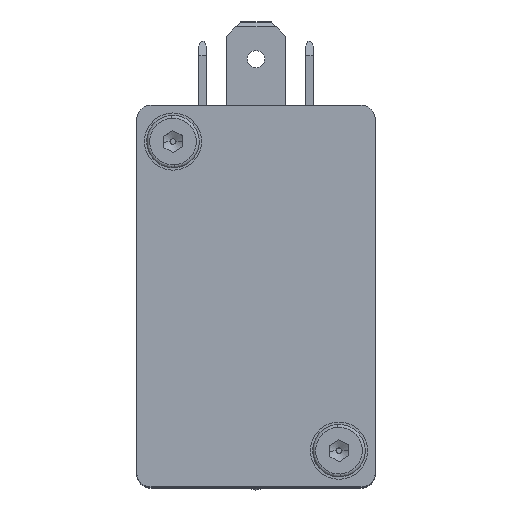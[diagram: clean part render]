
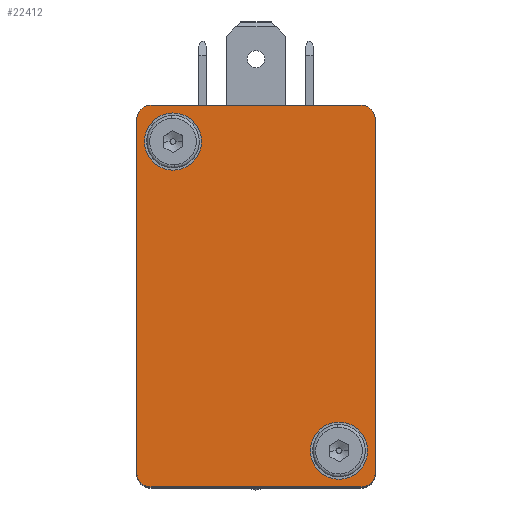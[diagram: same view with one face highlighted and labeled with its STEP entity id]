
A CAD part, top view. The second image highlights one B-rep face of the part: STEP entity #22412.
In plain terms, the highlighted face is planar.
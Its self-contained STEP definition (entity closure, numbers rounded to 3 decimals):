
#20862=CARTESIAN_POINT('',(7.2,13.75,15.2));
#20863=VERTEX_POINT('',#20862);
#20879=CARTESIAN_POINT('',(7.2,13.75,9.2));
#20880=VERTEX_POINT('',#20879);
#20887=CARTESIAN_POINT('',(7.2,13.75,12.2));
#20888=DIRECTION('',(0.0,-1.0,0.0));
#20889=DIRECTION('',(0.0,0.0,1.0));
#20890=AXIS2_PLACEMENT_3D('',#20887,#20888,#20889);
#20891=CIRCLE('',#20890,3.0);
#20892=EDGE_CURVE('',#20863,#20880,#20891,.T.);
#20904=CARTESIAN_POINT('',(-10.2,13.75,-17.2));
#20905=VERTEX_POINT('',#20904);
#20921=CARTESIAN_POINT('',(-10.2,13.75,-23.2));
#20922=VERTEX_POINT('',#20921);
#20929=CARTESIAN_POINT('',(-10.2,13.75,-20.2));
#20930=DIRECTION('',(0.0,-1.0,0.0));
#20931=DIRECTION('',(0.0,0.0,1.0));
#20932=AXIS2_PLACEMENT_3D('',#20929,#20930,#20931);
#20933=CIRCLE('',#20932,3.0);
#20934=EDGE_CURVE('',#20905,#20922,#20933,.T.);
#20946=CARTESIAN_POINT('',(-13.561,13.75,15.561));
#20947=VERTEX_POINT('',#20946);
#20963=CARTESIAN_POINT('',(-12.5,13.75,16.));
#20964=VERTEX_POINT('',#20963);
#20971=CARTESIAN_POINT('',(-12.5,13.75,14.5));
#20972=DIRECTION('',(0.0,-1.,0.0));
#20973=DIRECTION('',(-0.707,0.0,0.707));
#20974=AXIS2_PLACEMENT_3D('',#20971,#20972,#20973);
#20975=CIRCLE('',#20974,1.5);
#20976=EDGE_CURVE('',#20964,#20947,#20975,.T.);
#20988=CARTESIAN_POINT('',(-13.561,13.75,-23.561));
#20989=VERTEX_POINT('',#20988);
#21005=CARTESIAN_POINT('',(-14.0,13.75,-22.5));
#21006=VERTEX_POINT('',#21005);
#21013=CARTESIAN_POINT('',(-12.5,13.75,-22.5));
#21014=DIRECTION('',(0.0,-1.,0.0));
#21015=DIRECTION('',(-0.707,0.0,-0.707));
#21016=AXIS2_PLACEMENT_3D('',#21013,#21014,#21015);
#21017=CIRCLE('',#21016,1.5);
#21018=EDGE_CURVE('',#21006,#20989,#21017,.T.);
#21030=CARTESIAN_POINT('',(10.561,13.75,-23.561));
#21031=VERTEX_POINT('',#21030);
#21047=CARTESIAN_POINT('',(9.5,13.75,-24.0));
#21048=VERTEX_POINT('',#21047);
#21055=CARTESIAN_POINT('',(9.5,13.75,-22.5));
#21056=DIRECTION('',(0.0,-1.,0.0));
#21057=DIRECTION('',(0.707,0.0,-0.707));
#21058=AXIS2_PLACEMENT_3D('',#21055,#21056,#21057);
#21059=CIRCLE('',#21058,1.5);
#21060=EDGE_CURVE('',#21048,#21031,#21059,.T.);
#21072=CARTESIAN_POINT('',(10.561,13.75,15.561));
#21073=VERTEX_POINT('',#21072);
#21089=CARTESIAN_POINT('',(11.0,13.75,14.5));
#21090=VERTEX_POINT('',#21089);
#21097=CARTESIAN_POINT('',(9.5,13.75,14.5));
#21098=DIRECTION('',(0.0,-1.,0.0));
#21099=DIRECTION('',(0.707,0.0,0.707));
#21100=AXIS2_PLACEMENT_3D('',#21097,#21098,#21099);
#21101=CIRCLE('',#21100,1.5);
#21102=EDGE_CURVE('',#21090,#21073,#21101,.T.);
#22285=CARTESIAN_POINT('',(9.5,13.75,16.));
#22286=VERTEX_POINT('',#22285);
#22287=CARTESIAN_POINT('',(9.5,13.75,14.5));
#22288=DIRECTION('',(0.0,-1.,0.0));
#22289=DIRECTION('',(0.707,0.0,0.707));
#22290=AXIS2_PLACEMENT_3D('',#22287,#22288,#22289);
#22291=CIRCLE('',#22290,1.5);
#22292=EDGE_CURVE('',#21073,#22286,#22291,.T.);
#22318=CARTESIAN_POINT('',(9.5,13.75,16.));
#22319=DIRECTION('',(-1.0,0.0,0.0));
#22320=VECTOR('',#22319,22.0);
#22321=LINE('',#22318,#22320);
#22322=EDGE_CURVE('',#22286,#20964,#22321,.T.);
#22334=CARTESIAN_POINT('',(0.,13.75,0.));
#22335=DIRECTION('',(0.0,1.0,0.0));
#22336=DIRECTION('',(0.0,0.0,1.0));
#22337=AXIS2_PLACEMENT_3D('',#22334,#22335,#22336);
#22338=PLANE('',#22337);
#22339=ORIENTED_EDGE('',*,*,#21102,.F.);
#22340=CARTESIAN_POINT('',(11.0,13.75,-22.5));
#22341=VERTEX_POINT('',#22340);
#22342=CARTESIAN_POINT('',(11.0,13.75,-22.5));
#22343=DIRECTION('',(0.0,0.0,1.0));
#22344=VECTOR('',#22343,37.0);
#22345=LINE('',#22342,#22344);
#22346=EDGE_CURVE('',#22341,#21090,#22345,.T.);
#22347=ORIENTED_EDGE('',*,*,#22346,.F.);
#22348=CARTESIAN_POINT('',(9.5,13.75,-22.5));
#22349=DIRECTION('',(0.0,-1.,0.0));
#22350=DIRECTION('',(0.707,0.0,-0.707));
#22351=AXIS2_PLACEMENT_3D('',#22348,#22349,#22350);
#22352=CIRCLE('',#22351,1.5);
#22353=EDGE_CURVE('',#21031,#22341,#22352,.T.);
#22354=ORIENTED_EDGE('',*,*,#22353,.F.);
#22355=ORIENTED_EDGE('',*,*,#21060,.F.);
#22356=CARTESIAN_POINT('',(-12.5,13.75,-24.0));
#22357=VERTEX_POINT('',#22356);
#22358=CARTESIAN_POINT('',(-12.5,13.75,-24.0));
#22359=DIRECTION('',(1.0,0.0,0.0));
#22360=VECTOR('',#22359,22.0);
#22361=LINE('',#22358,#22360);
#22362=EDGE_CURVE('',#22357,#21048,#22361,.T.);
#22363=ORIENTED_EDGE('',*,*,#22362,.F.);
#22364=CARTESIAN_POINT('',(-12.5,13.75,-22.5));
#22365=DIRECTION('',(0.0,-1.,0.0));
#22366=DIRECTION('',(-0.707,0.0,-0.707));
#22367=AXIS2_PLACEMENT_3D('',#22364,#22365,#22366);
#22368=CIRCLE('',#22367,1.5);
#22369=EDGE_CURVE('',#20989,#22357,#22368,.T.);
#22370=ORIENTED_EDGE('',*,*,#22369,.F.);
#22371=ORIENTED_EDGE('',*,*,#21018,.F.);
#22372=CARTESIAN_POINT('',(-14.0,13.75,14.5));
#22373=VERTEX_POINT('',#22372);
#22374=CARTESIAN_POINT('',(-14.0,13.75,14.5));
#22375=DIRECTION('',(0.0,0.0,-1.0));
#22376=VECTOR('',#22375,37.0);
#22377=LINE('',#22374,#22376);
#22378=EDGE_CURVE('',#22373,#21006,#22377,.T.);
#22379=ORIENTED_EDGE('',*,*,#22378,.F.);
#22380=CARTESIAN_POINT('',(-12.5,13.75,14.5));
#22381=DIRECTION('',(0.0,-1.,0.0));
#22382=DIRECTION('',(-0.707,0.0,0.707));
#22383=AXIS2_PLACEMENT_3D('',#22380,#22381,#22382);
#22384=CIRCLE('',#22383,1.5);
#22385=EDGE_CURVE('',#20947,#22373,#22384,.T.);
#22386=ORIENTED_EDGE('',*,*,#22385,.F.);
#22387=ORIENTED_EDGE('',*,*,#20976,.F.);
#22388=ORIENTED_EDGE('',*,*,#22322,.F.);
#22389=ORIENTED_EDGE('',*,*,#22292,.F.);
#22390=EDGE_LOOP('',(#22339,#22347,#22354,#22355,#22363,#22370,#22371,#22379,#22386,#22387,#22388,#22389));
#22391=FACE_OUTER_BOUND('',#22390,.T.);
#22392=ORIENTED_EDGE('',*,*,#20934,.T.);
#22393=CARTESIAN_POINT('',(-10.2,13.75,-20.2));
#22394=DIRECTION('',(0.0,-1.0,0.0));
#22395=DIRECTION('',(0.0,0.0,1.0));
#22396=AXIS2_PLACEMENT_3D('',#22393,#22394,#22395);
#22397=CIRCLE('',#22396,3.0);
#22398=EDGE_CURVE('',#20922,#20905,#22397,.T.);
#22399=ORIENTED_EDGE('',*,*,#22398,.T.);
#22400=EDGE_LOOP('',(#22392,#22399));
#22401=FACE_BOUND('',#22400,.T.);
#22402=ORIENTED_EDGE('',*,*,#20892,.T.);
#22403=CARTESIAN_POINT('',(7.2,13.75,12.2));
#22404=DIRECTION('',(0.0,-1.0,0.0));
#22405=DIRECTION('',(0.0,0.0,1.0));
#22406=AXIS2_PLACEMENT_3D('',#22403,#22404,#22405);
#22407=CIRCLE('',#22406,3.0);
#22408=EDGE_CURVE('',#20880,#20863,#22407,.T.);
#22409=ORIENTED_EDGE('',*,*,#22408,.T.);
#22410=EDGE_LOOP('',(#22402,#22409));
#22411=FACE_BOUND('',#22410,.T.);
#22412=ADVANCED_FACE('',(#22391,#22401,#22411),#22338,.T.);
